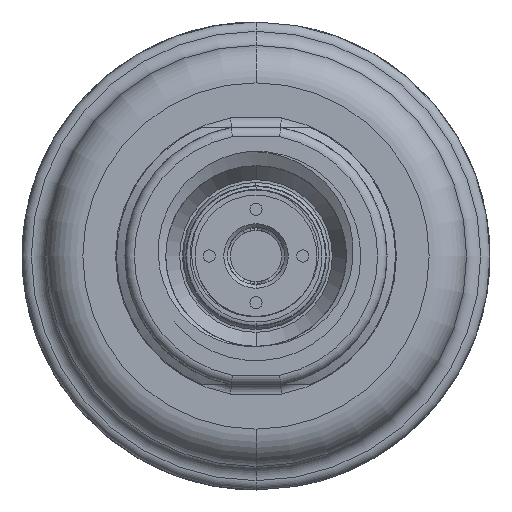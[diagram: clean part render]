
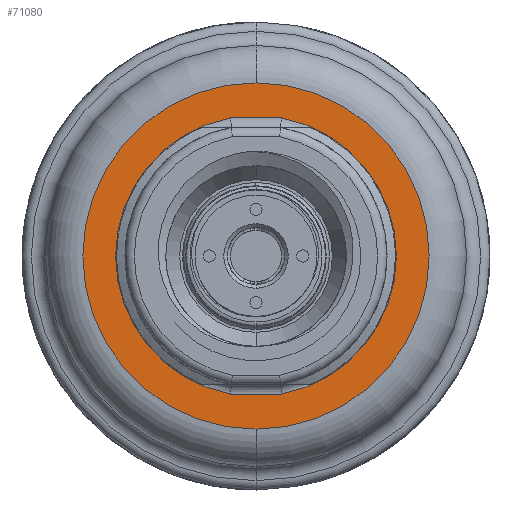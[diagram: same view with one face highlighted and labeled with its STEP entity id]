
A CAD part, front view. The second image highlights one B-rep face of the part: STEP entity #71080.
In plain terms, the highlighted planar face has unit normal (0, -1, 0).
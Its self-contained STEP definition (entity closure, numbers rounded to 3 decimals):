
#50179=CARTESIAN_POINT('',(0.,-4.,0.));
#50180=DIRECTION('',(0.,-1.,0.));
#50181=DIRECTION('',(-0.182,0.,0.983));
#50182=AXIS2_PLACEMENT_3D('',#50179,#50180,#50181);
#50184=DIRECTION('',(1.,0.,0.));
#50185=VECTOR('',#50184,5.454);
#50186=CARTESIAN_POINT('',(-2.727,-4.,-14.75));
#50187=LINE('',#50186,#50185);
#50188=CARTESIAN_POINT('',(0.,-4.,0.));
#50189=DIRECTION('',(0.,-1.,0.));
#50190=DIRECTION('',(0.182,0.,-0.983));
#50191=AXIS2_PLACEMENT_3D('',#50188,#50189,#50190);
#50193=DIRECTION('',(-1.,0.,0.));
#50194=VECTOR('',#50193,5.454);
#50195=CARTESIAN_POINT('',(2.727,-4.,14.75));
#50196=LINE('',#50195,#50194);
#50197=CARTESIAN_POINT('',(0.,-4.,0.));
#50198=DIRECTION('',(0.,-1.,0.));
#50199=DIRECTION('',(0.,0.,-1.));
#50200=AXIS2_PLACEMENT_3D('',#50197,#50198,#50199);
#50202=CARTESIAN_POINT('',(0.,-4.,0.));
#50203=DIRECTION('',(0.,-1.,0.));
#50204=DIRECTION('',(0.,0.,1.));
#50205=AXIS2_PLACEMENT_3D('',#50202,#50203,#50204);
#66485=CARTESIAN_POINT('',(-2.727,-4.,14.75));
#66486=CARTESIAN_POINT('',(-2.727,-4.,-14.75));
#66487=VERTEX_POINT('',#66485);
#66488=VERTEX_POINT('',#66486);
#66493=CARTESIAN_POINT('',(2.727,-4.,-14.75));
#66494=CARTESIAN_POINT('',(2.727,-4.,14.75));
#66495=VERTEX_POINT('',#66493);
#66496=VERTEX_POINT('',#66494);
#66830=CARTESIAN_POINT('',(0.,-4.,-18.5));
#66831=CARTESIAN_POINT('',(0.,-4.,18.5));
#66832=VERTEX_POINT('',#66830);
#66833=VERTEX_POINT('',#66831);
#71060=CARTESIAN_POINT('',(0.,-4.,0.));
#71061=DIRECTION('',(0.,-1.,0.));
#71062=DIRECTION('',(0.,0.,1.));
#71063=AXIS2_PLACEMENT_3D('',#71060,#71061,#71062);
#71064=PLANE('',#71063);
#71066=ORIENTED_EDGE('',*,*,#71065,.F.);
#71067=ORIENTED_EDGE('',*,*,#71050,.F.);
#71068=EDGE_LOOP('',(#71066,#71067));
#71069=FACE_OUTER_BOUND('',#71068,.F.);
#71071=ORIENTED_EDGE('',*,*,#71070,.T.);
#71073=ORIENTED_EDGE('',*,*,#71072,.T.);
#71075=ORIENTED_EDGE('',*,*,#71074,.T.);
#71077=ORIENTED_EDGE('',*,*,#71076,.T.);
#71078=EDGE_LOOP('',(#71071,#71073,#71075,#71077));
#71079=FACE_BOUND('',#71078,.F.);
#71080=ADVANCED_FACE('',(#71069,#71079),#71064,.T.);
#50183=CIRCLE('',#50182,15.);
#50192=CIRCLE('',#50191,15.);
#50201=CIRCLE('',#50200,18.5);
#50206=CIRCLE('',#50205,18.5);
#71050=EDGE_CURVE('',#66833,#66832,#50206,.T.);
#71065=EDGE_CURVE('',#66832,#66833,#50201,.T.);
#71070=EDGE_CURVE('',#66487,#66488,#50183,.T.);
#71072=EDGE_CURVE('',#66488,#66495,#50187,.T.);
#71074=EDGE_CURVE('',#66495,#66496,#50192,.T.);
#71076=EDGE_CURVE('',#66496,#66487,#50196,.T.);
